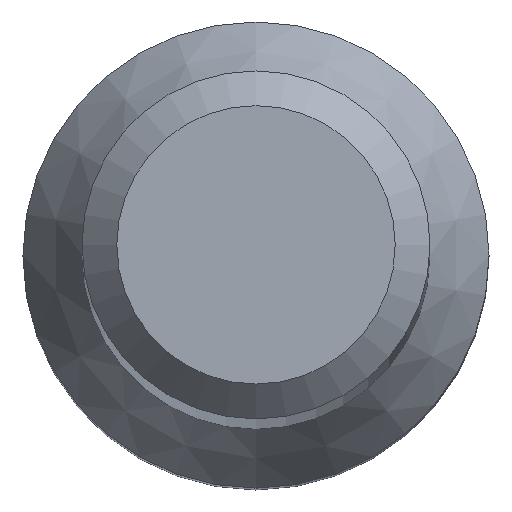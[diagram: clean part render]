
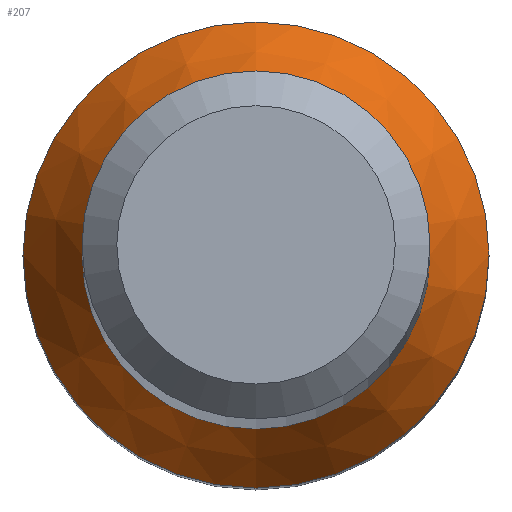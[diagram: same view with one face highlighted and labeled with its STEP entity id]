
A CAD part, top view. The second image highlights one B-rep face of the part: STEP entity #207.
In plain terms, the highlighted conical face has half-angle 30 degrees and reference radius 2.679 mm.
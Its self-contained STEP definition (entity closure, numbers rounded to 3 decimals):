
#6 = DIRECTION ( 'NONE',  ( 0., 1., 0. ) ) ;
#20 = AXIS2_PLACEMENT_3D ( 'NONE', #86, #50, #168 ) ;
#21 = ORIENTED_EDGE ( 'NONE', *, *, #228, .T. ) ;
#31 = CIRCLE ( 'NONE', #140, 2.679 ) ;
#33 = CARTESIAN_POINT ( 'NONE',  ( 0., 2., 13.992 ) ) ;
#45 = DIRECTION ( 'NONE',  ( 0., 1., 0. ) ) ;
#47 = AXIS2_PLACEMENT_3D ( 'NONE', #148, #172, #6 ) ;
#48 = DIRECTION ( 'NONE',  ( 0., 0., -1. ) ) ;
#50 = DIRECTION ( 'NONE',  ( 0., 0., -1. ) ) ;
#60 = FACE_BOUND ( 'NONE', #219, .T. ) ;
#61 = FACE_OUTER_BOUND ( 'NONE', #87, .T. ) ;
#86 = CARTESIAN_POINT ( 'NONE',  ( 0., 0., 13.992 ) ) ;
#87 = EDGE_LOOP ( 'NONE', ( #164 ) ) ;
#95 = CONICAL_SURFACE ( 'NONE', #47, 2.679, 0.524 ) ;
#124 = CIRCLE ( 'NONE', #20, 2. ) ;
#140 = AXIS2_PLACEMENT_3D ( 'NONE', #166, #48, #45 ) ;
#148 = CARTESIAN_POINT ( 'NONE',  ( 0., 0., 12.816 ) ) ;
#164 = ORIENTED_EDGE ( 'NONE', *, *, #169, .F. ) ;
#166 = CARTESIAN_POINT ( 'NONE',  ( 0., 0., 12.816 ) ) ;
#168 = DIRECTION ( 'NONE',  ( 0., 1., 0. ) ) ;
#169 = EDGE_CURVE ( 'NONE', #186, #186, #31, .T. ) ;
#172 = DIRECTION ( 'NONE',  ( 0., 0., -1. ) ) ;
#174 = VERTEX_POINT ( 'NONE', #33 ) ;
#186 = VERTEX_POINT ( 'NONE', #238 ) ;
#207 = ADVANCED_FACE ( 'NONE', ( #60, #61 ), #95, .T. ) ;
#219 = EDGE_LOOP ( 'NONE', ( #21 ) ) ;
#228 = EDGE_CURVE ( 'NONE', #174, #174, #124, .T. ) ;
#238 = CARTESIAN_POINT ( 'NONE',  ( 0., 2.679, 12.816 ) ) ;
